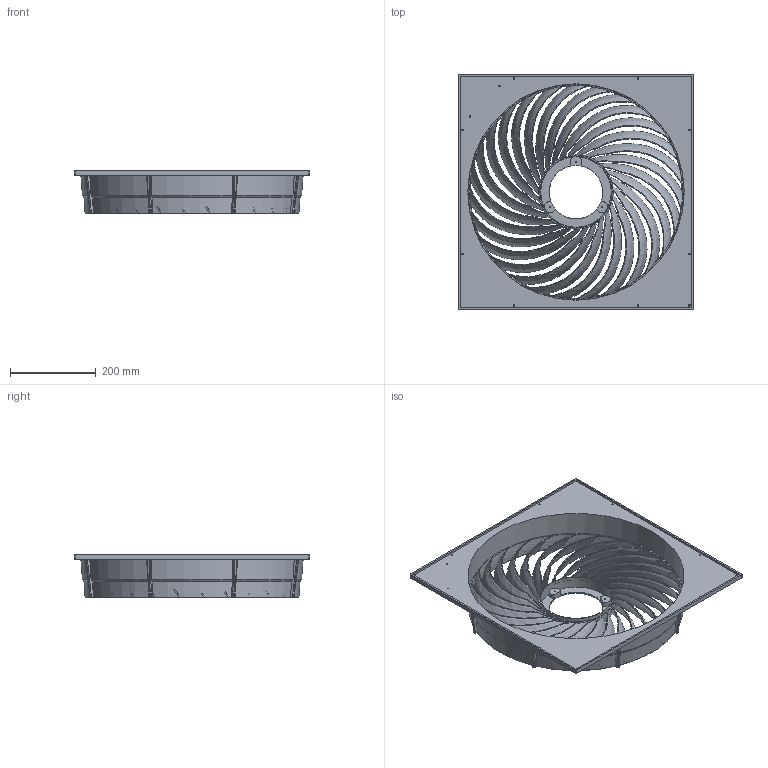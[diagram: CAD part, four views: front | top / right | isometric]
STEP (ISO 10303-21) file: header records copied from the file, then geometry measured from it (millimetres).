
FILE_DESCRIPTION(/* description */ (''),/* implementation_level */ '2;1');
FILE_NAME(/* name */ 'secondary_frame_moldabletry1.step',/* time_stamp */ '2025-11-18T20:51:48-05:00',/* author */ (''),/* organization */ (''),/* preprocessor_version */ 'ST-DEVELOPER v20.1',/* originating_system */ 'Autodesk Translation Framework v14.21.0.0',/* authorisation */ '');
FILE_SCHEMA (('AUTOMOTIVE_DESIGN { 1 0 10303 214 3 1 1 }'));
Products named in the file (1): nov18_next_gen_bqf_formoldable
Bounding box: 550 x 550 x 98.79 mm (x, y, z)
Volume: 1785930.6 mm3; surface area: 1141372.7 mm2
Topology: 1 solids, 1 shells, 305 faces, 955 edges, 630 vertices
Faces by surface type: cylinder 111, plane 75, cone 65, bspline 54
Full cylindrical faces by diameter (mm): 2.6 x8, 2.7 x2, 3.2 x3, 3.5 x9, 7 x3, 125 x1
Entity records: 43253 total; most frequent: CARTESIAN_POINT 35168, ORIENTED_EDGE 1894, DIRECTION 1434, EDGE_CURVE 947, VERTEX_POINT 630, AXIS2_PLACEMENT_3D 625, EDGE_LOOP 375, B_SPLINE_CURVE_WITH_KNOTS 358
